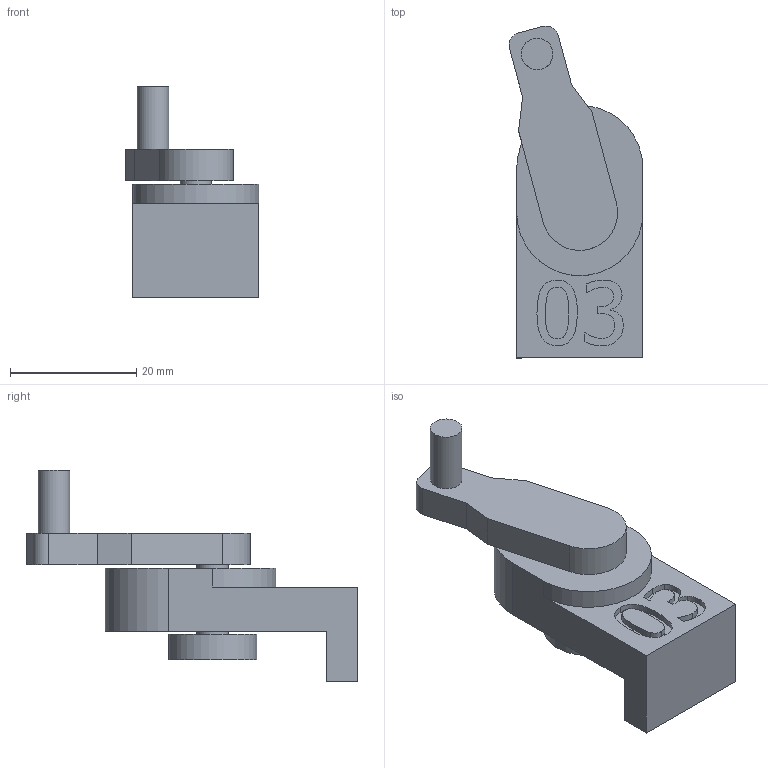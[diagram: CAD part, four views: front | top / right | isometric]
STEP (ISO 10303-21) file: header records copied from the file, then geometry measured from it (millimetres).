
FILE_DESCRIPTION(/* description */ (''),/* implementation_level */ '2;1');
FILE_NAME(/* name */ '06-3.stp',/* time_stamp */ '2021-09-12T10:41:35+09:00',/* author */ ('서울공업고등학교'),/* organization */ (''),/* preprocessor_version */ 'ST-DEVELOPER v18.1',/* originating_system */ 'Autodesk Inventor 2022',/* authorisation */ '');
FILE_SCHEMA (('AUTOMOTIVE_DESIGN { 1 0 10303 214 3 1 1 }'));
Length unit declared in the file: millimetre
Products named in the file (3): 06-3; 1번부품; 2번부품
Assembly tree (2 placements, depth 2):
  06-3
    1번부품
    2번부품
Bounding box: 21.19 x 52.55 x 33.5 mm (x, y, z)
Volume: 9556.9 mm3; surface area: 5138.4 mm2
Topology: 2 solids, 2 shells, 74 faces, 192 edges, 128 vertices
Faces by surface type: plane 33, bspline 31, cylinder 10
Full cylindrical faces by diameter (mm): 5 x2, 14 x1
Entity records: 2531 total; most frequent: CARTESIAN_POINT 802, ORIENTED_EDGE 384, DIRECTION 246, EDGE_CURVE 192, VERTEX_POINT 128, LINE 110, VECTOR 110, EDGE_LOOP 82
